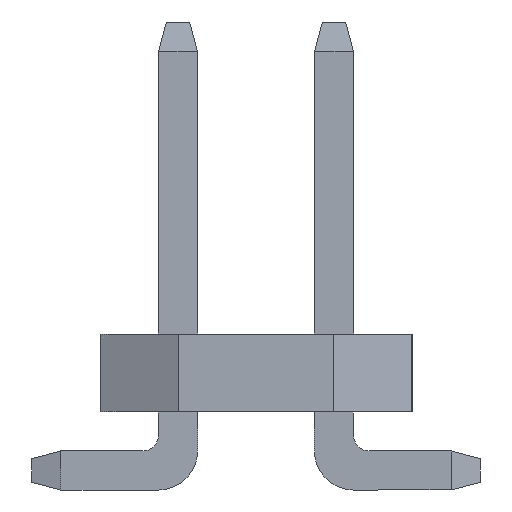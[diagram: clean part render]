
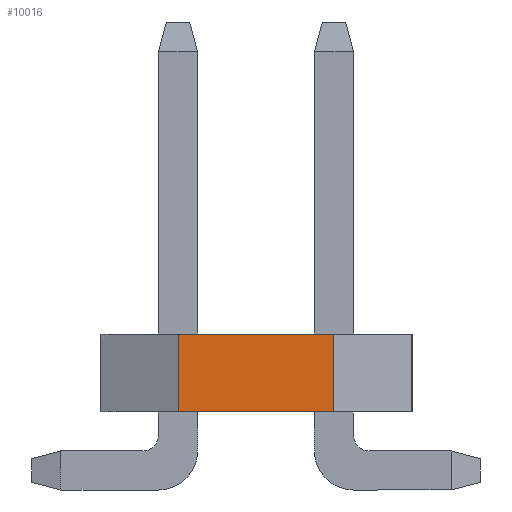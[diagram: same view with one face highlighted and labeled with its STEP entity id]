
A CAD part, left-side view. The second image highlights one B-rep face of the part: STEP entity #10016.
In plain terms, the highlighted planar face has unit normal (-1, 0, 0).
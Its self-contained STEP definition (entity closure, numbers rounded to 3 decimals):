
#307 = ORIENTED_EDGE ( 'NONE', *, *, #8785, .T. ) ;
#611 = CARTESIAN_POINT ( 'NONE',  ( -41., 1., -2.5 ) ) ;
#693 = VECTOR ( 'NONE', #9580, 1000. ) ;
#1652 = LINE ( 'NONE', #611, #12476 ) ;
#2346 = PLANE ( 'NONE',  #14974 ) ;
#2420 = DIRECTION ( 'NONE',  ( 0., 0., 1. ) ) ;
#2588 = CARTESIAN_POINT ( 'NONE',  ( -41., -2., 1. ) ) ;
#2660 = FACE_OUTER_BOUND ( 'NONE', #2745, .T. ) ;
#2745 = EDGE_LOOP ( 'NONE', ( #8043, #307, #15648, #4578 ) ) ;
#3511 = EDGE_CURVE ( 'NONE', #11723, #12835, #4727, .T. ) ;
#4096 = CARTESIAN_POINT ( 'NONE',  ( -41., -1., 0. ) ) ;
#4578 = ORIENTED_EDGE ( 'NONE', *, *, #12428, .F. ) ;
#4716 = CARTESIAN_POINT ( 'NONE',  ( -41., -1., -2.5 ) ) ;
#4727 = LINE ( 'NONE', #14379, #693 ) ;
#4772 = CARTESIAN_POINT ( 'NONE',  ( -41., 1., 0. ) ) ;
#5448 = DIRECTION ( 'NONE',  ( 0., 0., 1. ) ) ;
#7451 = VERTEX_POINT ( 'NONE', #7604 ) ;
#7502 = DIRECTION ( 'NONE',  ( 0., 0., -1. ) ) ;
#7604 = CARTESIAN_POINT ( 'NONE',  ( -41., -1., 1. ) ) ;
#8043 = ORIENTED_EDGE ( 'NONE', *, *, #3511, .T. ) ;
#8785 = EDGE_CURVE ( 'NONE', #12835, #7451, #13342, .T. ) ;
#9104 = DIRECTION ( 'NONE',  ( 0., -1., 0. ) ) ;
#9305 = VECTOR ( 'NONE', #2420, 1000. ) ;
#9580 = DIRECTION ( 'NONE',  ( 0., -1., 0. ) ) ;
#9829 = LINE ( 'NONE', #14714, #14255 ) ;
#10016 = ADVANCED_FACE ( 'NONE', ( #2660 ), #2346, .F. ) ;
#11723 = VERTEX_POINT ( 'NONE', #4772 ) ;
#12059 = DIRECTION ( 'NONE',  ( 1., 0., 0. ) ) ;
#12428 = EDGE_CURVE ( 'NONE', #11723, #14522, #1652, .T. ) ;
#12476 = VECTOR ( 'NONE', #5448, 1000. ) ;
#12748 = EDGE_CURVE ( 'NONE', #14522, #7451, #9829, .T. ) ;
#12835 = VERTEX_POINT ( 'NONE', #4096 ) ;
#13273 = CARTESIAN_POINT ( 'NONE',  ( -41., 1., 1. ) ) ;
#13342 = LINE ( 'NONE', #4716, #9305 ) ;
#14255 = VECTOR ( 'NONE', #9104, 1000. ) ;
#14379 = CARTESIAN_POINT ( 'NONE',  ( -41., -2., 0. ) ) ;
#14522 = VERTEX_POINT ( 'NONE', #13273 ) ;
#14714 = CARTESIAN_POINT ( 'NONE',  ( -41., -2., 1. ) ) ;
#14974 = AXIS2_PLACEMENT_3D ( 'NONE', #2588, #12059, #7502 ) ;
#15648 = ORIENTED_EDGE ( 'NONE', *, *, #12748, .F. ) ;
